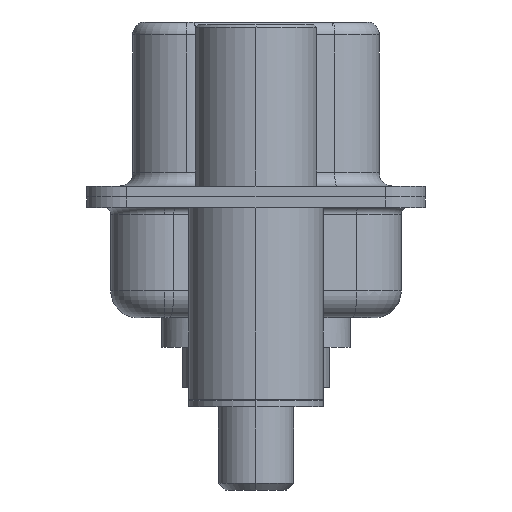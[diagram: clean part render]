
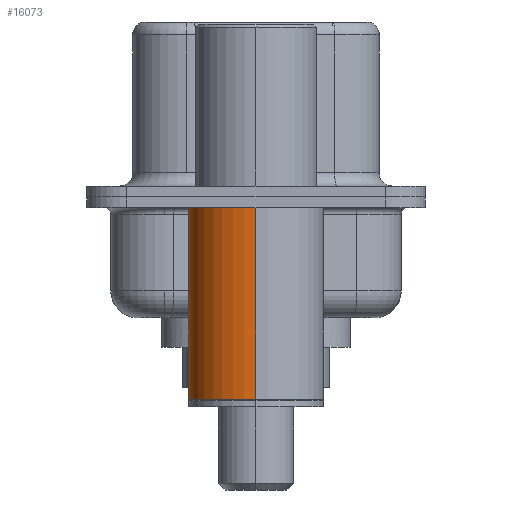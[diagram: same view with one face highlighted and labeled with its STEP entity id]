
A CAD part, left-side view. The second image highlights one B-rep face of the part: STEP entity #16073.
In plain terms, the highlighted cylindrical face has radius 2.5 mm (diameter 5 mm), a partial arc.
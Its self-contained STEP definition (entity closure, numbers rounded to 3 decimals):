
#1389 = EDGE_LOOP ( 'NONE', ( #9034, #16666, #20576, #2610 ) ) ;
#1445 = DIRECTION ( 'NONE',  ( 0., 0., 1. ) ) ;
#2020 = DIRECTION ( 'NONE',  ( 1., 0., 0. ) ) ;
#2610 = ORIENTED_EDGE ( 'NONE', *, *, #12153, .F. ) ;
#2710 = EDGE_CURVE ( 'NONE', #20860, #6846, #16321, .T. ) ;
#3111 = LINE ( 'NONE', #4795, #21300 ) ;
#4795 = CARTESIAN_POINT ( 'NONE',  ( 2.5, 0., 0.581 ) ) ;
#4993 = VECTOR ( 'NONE', #1445, 1000. ) ;
#5287 = LINE ( 'NONE', #12214, #4993 ) ;
#5389 = CARTESIAN_POINT ( 'NONE',  ( 0., 0., 0.581 ) ) ;
#5459 = VERTEX_POINT ( 'NONE', #15507 ) ;
#6321 = CARTESIAN_POINT ( 'NONE',  ( -2.5, 0., -0.4 ) ) ;
#6846 = VERTEX_POINT ( 'NONE', #18152 ) ;
#8058 = CYLINDRICAL_SURFACE ( 'NONE', #19389, 2.5 ) ;
#8376 = DIRECTION ( 'NONE',  ( 0., 0., 1. ) ) ;
#8876 = VERTEX_POINT ( 'NONE', #6321 ) ;
#8963 = DIRECTION ( 'NONE',  ( 0., 0., 1. ) ) ;
#9034 = ORIENTED_EDGE ( 'NONE', *, *, #2710, .T. ) ;
#10130 = CARTESIAN_POINT ( 'NONE',  ( 2.5, 0., -7.525 ) ) ;
#11366 = EDGE_CURVE ( 'NONE', #6846, #8876, #5287, .T. ) ;
#12153 = EDGE_CURVE ( 'NONE', #20860, #5459, #3111, .T. ) ;
#12214 = CARTESIAN_POINT ( 'NONE',  ( -2.5, 0., 0.581 ) ) ;
#12553 = DIRECTION ( 'NONE',  ( 1., 0., 0. ) ) ;
#12785 = CARTESIAN_POINT ( 'NONE',  ( 0., 0., -0.4 ) ) ;
#14238 = DIRECTION ( 'NONE',  ( 0., 0., 1. ) ) ;
#14462 = CIRCLE ( 'NONE', #21795, 2.5 ) ;
#15507 = CARTESIAN_POINT ( 'NONE',  ( 2.5, 0., -0.4 ) ) ;
#15994 = DIRECTION ( 'NONE',  ( 1., 0., 0. ) ) ;
#16073 = ADVANCED_FACE ( 'NONE', ( #19221 ), #8058, .T. ) ;
#16109 = EDGE_CURVE ( 'NONE', #5459, #8876, #14462, .T. ) ;
#16321 = CIRCLE ( 'NONE', #19504, 2.5 ) ;
#16509 = DIRECTION ( 'NONE',  ( 0., 0., 1. ) ) ;
#16666 = ORIENTED_EDGE ( 'NONE', *, *, #11366, .T. ) ;
#18152 = CARTESIAN_POINT ( 'NONE',  ( -2.5, 0., -7.525 ) ) ;
#19221 = FACE_OUTER_BOUND ( 'NONE', #1389, .T. ) ;
#19389 = AXIS2_PLACEMENT_3D ( 'NONE', #5389, #8963, #12553 ) ;
#19504 = AXIS2_PLACEMENT_3D ( 'NONE', #23152, #14238, #15994 ) ;
#20576 = ORIENTED_EDGE ( 'NONE', *, *, #16109, .F. ) ;
#20860 = VERTEX_POINT ( 'NONE', #10130 ) ;
#21300 = VECTOR ( 'NONE', #8376, 1000. ) ;
#21795 = AXIS2_PLACEMENT_3D ( 'NONE', #12785, #16509, #2020 ) ;
#23152 = CARTESIAN_POINT ( 'NONE',  ( 0., 0., -7.525 ) ) ;
